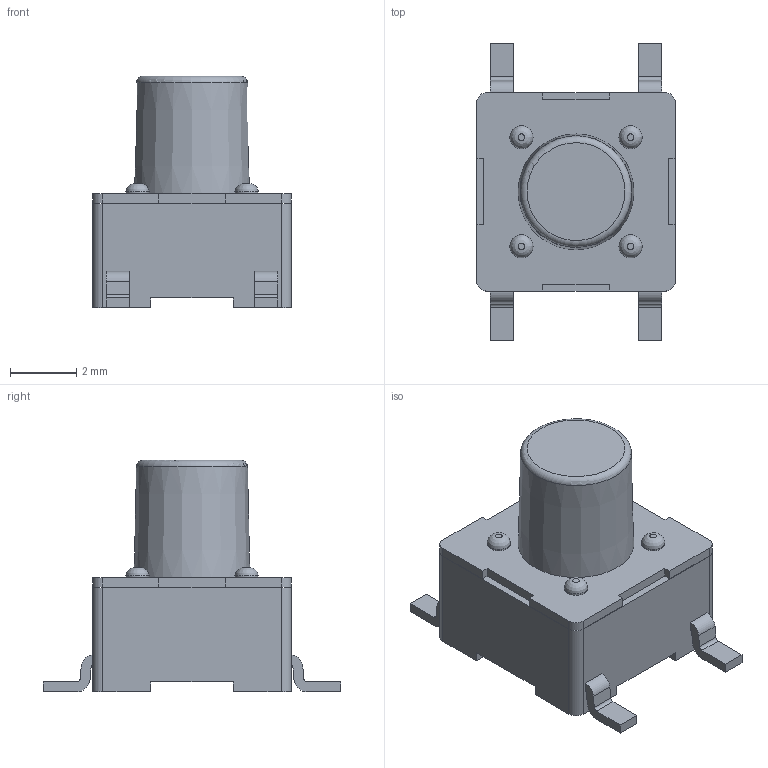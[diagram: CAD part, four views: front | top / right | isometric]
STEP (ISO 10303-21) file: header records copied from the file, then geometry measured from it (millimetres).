
FILE_DESCRIPTION(/* description */ (''),/* implementation_level */ '2;1');
FILE_NAME(/* name */ 'CK_PTS645SK70SMTR92LFS.step',/* time_stamp */ '2021-12-04T22:20:01+08:00',/* author */ (''),/* organization */ (''),/* preprocessor_version */ 'ST-DEVELOPER v18.1',/* originating_system */ 'Autodesk Translation Framework v10.10.0.1391',/* authorisation */ '');
FILE_SCHEMA (('AUTOMOTIVE_DESIGN { 1 0 10303 214 3 1 1 }'));
Length unit declared in the file: metre
Products named in the file (1): PTS645SK70SMTR92LFS
Bounding box: 6 x 9 x 7 mm (x, y, z)
Volume: 151 mm3; surface area: 219.6 mm2
Topology: 1 solids, 1 shells, 111 faces, 294 edges, 196 vertices
Faces by surface type: plane 77, cylinder 28, bspline 4, cone 1, torus 1
Full cylindrical faces by diameter (mm): 0.7 x4
Entity records: 3761 total; most frequent: CARTESIAN_POINT 778, ORIENTED_EDGE 588, DIRECTION 583, EDGE_CURVE 294, LINE 221, VECTOR 221, VERTEX_POINT 196, AXIS2_PLACEMENT_3D 181
